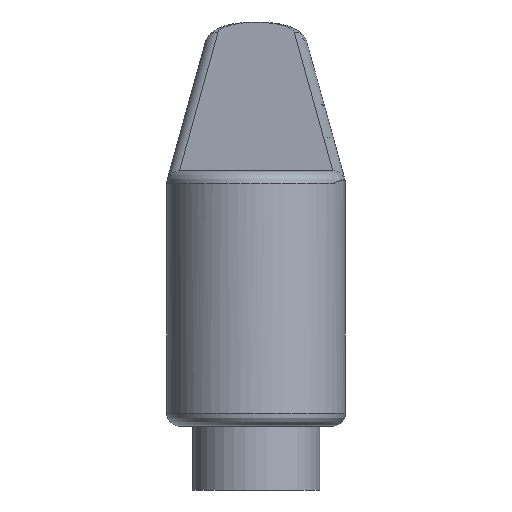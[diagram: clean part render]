
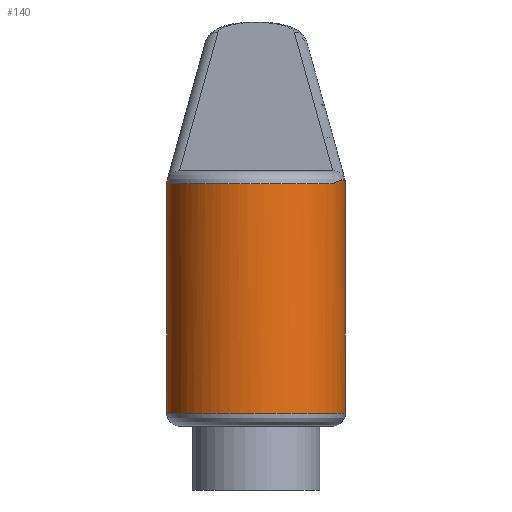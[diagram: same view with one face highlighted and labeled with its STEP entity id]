
A CAD part, front view. The second image highlights one B-rep face of the part: STEP entity #140.
In plain terms, the highlighted cylindrical face has radius 7 mm (diameter 14 mm), a partial arc.
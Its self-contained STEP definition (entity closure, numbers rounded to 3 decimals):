
#18 = CARTESIAN_POINT ( 'NONE',  ( 6.368, -2.918, 24.166 ) ) ;
#28 = CARTESIAN_POINT ( 'NONE',  ( 6.746, -1.89, 24.265 ) ) ;
#36 = VERTEX_POINT ( 'NONE', #1576 ) ;
#65 = CARTESIAN_POINT ( 'NONE',  ( -7., 0., 25. ) ) ;
#83 = AXIS2_PLACEMENT_3D ( 'NONE', #1159, #1436, #851 ) ;
#102 = CARTESIAN_POINT ( 'NONE',  ( 6.247, -3.158, 24.098 ) ) ;
#114 = VECTOR ( 'NONE', #1399, 1000. ) ;
#115 = CARTESIAN_POINT ( 'NONE',  ( -7., -0.916, 6. ) ) ;
#121 = CARTESIAN_POINT ( 'NONE',  ( 7., 0., 6. ) ) ;
#130 = CARTESIAN_POINT ( 'NONE',  ( 6.062, -3.5, 24. ) ) ;
#140 = ADVANCED_FACE ( 'NONE', ( #1861 ), #858, .T. ) ;
#171 = VECTOR ( 'NONE', #267, 1000. ) ;
#198 = LINE ( 'NONE', #65, #1802 ) ;
#200 = CARTESIAN_POINT ( 'NONE',  ( -0.304, -7.035, 24. ) ) ;
#231 = CARTESIAN_POINT ( 'NONE',  ( -6.018, -3.656, 24. ) ) ;
#241 = CARTESIAN_POINT ( 'NONE',  ( -1.074, -6.959, 24. ) ) ;
#250 = EDGE_CURVE ( 'NONE', #1319, #435, #802, .T. ) ;
#267 = DIRECTION ( 'NONE',  ( 0., 0., -1. ) ) ;
#304 = EDGE_CURVE ( 'NONE', #694, #527, #590, .T. ) ;
#308 = CARTESIAN_POINT ( 'NONE',  ( 7., 0., 25. ) ) ;
#332 = EDGE_LOOP ( 'NONE', ( #918, #1019, #1690, #1533, #1142, #729, #791, #692 ) ) ;
#383 = VERTEX_POINT ( 'NONE', #1665 ) ;
#389 = CARTESIAN_POINT ( 'NONE',  ( 1.973, -6.759, 24. ) ) ;
#393 = VERTEX_POINT ( 'NONE', #1509 ) ;
#435 = VERTEX_POINT ( 'NONE', #121 ) ;
#456 = LINE ( 'NONE', #1507, #1153 ) ;
#469 =( BOUNDED_CURVE ( )  B_SPLINE_CURVE ( 3, ( #102, #1747, #881, #130 ),
 .UNSPECIFIED., .F., .F. ) 
 B_SPLINE_CURVE_WITH_KNOTS ( ( 4, 4 ),
 ( 5.18, 5.236 ),
 .UNSPECIFIED. ) 
 CURVE ( )  GEOMETRIC_REPRESENTATION_ITEM ( )  RATIONAL_B_SPLINE_CURVE ( ( 1., 1., 1., 1. ) ) 
 REPRESENTATION_ITEM ( '' )  );
#502 = CARTESIAN_POINT ( 'NONE',  ( -7., 0., 6. ) ) ;
#504 = CARTESIAN_POINT ( 'NONE',  ( 4.041, -5.766, 24. ) ) ;
#507 = EDGE_CURVE ( 'NONE', #1789, #36, #456, .T. ) ;
#527 = VERTEX_POINT ( 'NONE', #603 ) ;
#553 = CARTESIAN_POINT ( 'NONE',  ( -5.598, -4.302, 6. ) ) ;
#590 = LINE ( 'NONE', #1913, #171 ) ;
#603 = CARTESIAN_POINT ( 'NONE',  ( 7., 0., 16. ) ) ;
#657 = CARTESIAN_POINT ( 'NONE',  ( 3.384, -6.175, 24. ) ) ;
#665 = DIRECTION ( 'NONE',  ( 0., 0., -1. ) ) ;
#692 = ORIENTED_EDGE ( 'NONE', *, *, #250, .T. ) ;
#694 = VERTEX_POINT ( 'NONE', #1888 ) ;
#700 = CARTESIAN_POINT ( 'NONE',  ( -1.832, -6.818, 6. ) ) ;
#718 = CARTESIAN_POINT ( 'NONE',  ( 6.117, -3.525, 6. ) ) ;
#729 = ORIENTED_EDGE ( 'NONE', *, *, #507, .T. ) ;
#730 = CARTESIAN_POINT ( 'NONE',  ( -7., 0., 24. ) ) ;
#734 = CARTESIAN_POINT ( 'NONE',  ( 0.916, -7., 6. ) ) ;
#756 = CARTESIAN_POINT ( 'NONE',  ( 6.665, -2.156, 24.257 ) ) ;
#769 = DIRECTION ( 'NONE',  ( 0., 0., -1. ) ) ;
#791 = ORIENTED_EDGE ( 'NONE', *, *, #1265, .T. ) ;
#802 = B_SPLINE_CURVE_WITH_KNOTS ( 'NONE', 3,
 ( #1761, #115, #1636, #1627, #553, #842, #1473, #700, #1001, #734, #1462, #879, #1008, #1892, #718, #1602, #1147, #1902 ),
 .UNSPECIFIED., .F., .F.,
 ( 4, 2, 2, 2, 2, 2, 2, 2, 4 ),
 ( 0.5, 0.563, 0.625, 0.688, 0.75, 0.813, 0.875, 0.938, 1. ),
 .UNSPECIFIED. ) ;
#811 = CARTESIAN_POINT ( 'NONE',  ( -4.524, -5.396, 24. ) ) ;
#842 = CARTESIAN_POINT ( 'NONE',  ( -4.302, -5.598, 6. ) ) ;
#851 = DIRECTION ( 'NONE',  ( -1., 0., 0. ) ) ;
#858 = CYLINDRICAL_SURFACE ( 'NONE', #83, 7. ) ;
#879 = CARTESIAN_POINT ( 'NONE',  ( 3.525, -6.117, 6. ) ) ;
#881 = CARTESIAN_POINT ( 'NONE',  ( 6.127, -3.388, 24.032 ) ) ;
#918 = ORIENTED_EDGE ( 'NONE', *, *, #1069, .F. ) ;
#1001 = CARTESIAN_POINT ( 'NONE',  ( -0.916, -7., 6. ) ) ;
#1008 = CARTESIAN_POINT ( 'NONE',  ( 4.302, -5.598, 6. ) ) ;
#1019 = ORIENTED_EDGE ( 'NONE', *, *, #304, .F. ) ;
#1057 = LINE ( 'NONE', #308, #114 ) ;
#1069 = EDGE_CURVE ( 'NONE', #527, #435, #1057, .T. ) ;
#1100 = CARTESIAN_POINT ( 'NONE',  ( -5.089, -4.867, 24. ) ) ;
#1117 = CARTESIAN_POINT ( 'NONE',  ( 5.68, -4.161, 24. ) ) ;
#1142 = ORIENTED_EDGE ( 'NONE', *, *, #1184, .T. ) ;
#1147 = CARTESIAN_POINT ( 'NONE',  ( 7., -0.916, 6. ) ) ;
#1153 = VECTOR ( 'NONE', #769, 1000. ) ;
#1159 = CARTESIAN_POINT ( 'NONE',  ( 0., 0., 25. ) ) ;
#1173 = B_SPLINE_CURVE_WITH_KNOTS ( 'NONE', 3,
 ( #1840, #1117, #1554, #504, #657, #389, #1269, #200, #241, #1575, #1250, #811, #1100, #231, #1871, #1428, #1408, #1850 ),
 .UNSPECIFIED., .F., .F.,
 ( 4, 2, 2, 2, 2, 2, 2, 2, 4 ),
 ( 0., 0.125, 0.25, 0.375, 0.5, 0.625, 0.75, 0.875, 1. ),
 .UNSPECIFIED. ) ;
#1184 = EDGE_CURVE ( 'NONE', #393, #1789, #1173, .T. ) ;
#1224 = CARTESIAN_POINT ( 'NONE',  ( 6.936, -1.09, 24.257 ) ) ;
#1250 = CARTESIAN_POINT ( 'NONE',  ( -3.254, -6.245, 24. ) ) ;
#1265 = EDGE_CURVE ( 'NONE', #36, #1319, #198, .T. ) ;
#1269 = CARTESIAN_POINT ( 'NONE',  ( 1.22, -6.935, 24. ) ) ;
#1319 = VERTEX_POINT ( 'NONE', #502 ) ;
#1399 = DIRECTION ( 'NONE',  ( 0., 0., -1. ) ) ;
#1408 = CARTESIAN_POINT ( 'NONE',  ( -7., -0.764, 24. ) ) ;
#1428 = CARTESIAN_POINT ( 'NONE',  ( -6.874, -1.527, 24. ) ) ;
#1436 = DIRECTION ( 'NONE',  ( 0., 0., -1. ) ) ;
#1438 = EDGE_CURVE ( 'NONE', #694, #383, #1851, .T. ) ;
#1462 = CARTESIAN_POINT ( 'NONE',  ( 1.832, -6.818, 6. ) ) ;
#1473 = CARTESIAN_POINT ( 'NONE',  ( -3.525, -6.117, 6. ) ) ;
#1504 = CARTESIAN_POINT ( 'NONE',  ( 7., 0., 24.154 ) ) ;
#1507 = CARTESIAN_POINT ( 'NONE',  ( -7., 0., 25. ) ) ;
#1509 = CARTESIAN_POINT ( 'NONE',  ( 6.062, -3.5, 24. ) ) ;
#1512 = CARTESIAN_POINT ( 'NONE',  ( 7., -0.549, 24.21 ) ) ;
#1533 = ORIENTED_EDGE ( 'NONE', *, *, #1552, .T. ) ;
#1552 = EDGE_CURVE ( 'NONE', #383, #393, #469, .T. ) ;
#1554 = CARTESIAN_POINT ( 'NONE',  ( 5.19, -4.759, 24. ) ) ;
#1575 = CARTESIAN_POINT ( 'NONE',  ( -2.549, -6.564, 24. ) ) ;
#1576 = CARTESIAN_POINT ( 'NONE',  ( -7., 0., 16. ) ) ;
#1602 = CARTESIAN_POINT ( 'NONE',  ( 6.818, -1.832, 6. ) ) ;
#1627 = CARTESIAN_POINT ( 'NONE',  ( -6.117, -3.525, 6. ) ) ;
#1636 = CARTESIAN_POINT ( 'NONE',  ( -6.818, -1.832, 6. ) ) ;
#1665 = CARTESIAN_POINT ( 'NONE',  ( 6.247, -3.158, 24.098 ) ) ;
#1669 = CARTESIAN_POINT ( 'NONE',  ( 6.477, -2.669, 24.208 ) ) ;
#1690 = ORIENTED_EDGE ( 'NONE', *, *, #1438, .T. ) ;
#1691 = CARTESIAN_POINT ( 'NONE',  ( 6.247, -3.158, 24.098 ) ) ;
#1747 = CARTESIAN_POINT ( 'NONE',  ( 6.189, -3.274, 24.065 ) ) ;
#1761 = CARTESIAN_POINT ( 'NONE',  ( -7., 0., 6. ) ) ;
#1789 = VERTEX_POINT ( 'NONE', #730 ) ;
#1802 = VECTOR ( 'NONE', #665, 1000. ) ;
#1840 = CARTESIAN_POINT ( 'NONE',  ( 6.062, -3.5, 24. ) ) ;
#1850 = CARTESIAN_POINT ( 'NONE',  ( -7., 0., 24. ) ) ;
#1851 = B_SPLINE_CURVE_WITH_KNOTS ( 'NONE', 3,
 ( #1504, #1512, #1224, #28, #756, #1669, #18, #1691 ),
 .UNSPECIFIED., .F., .F.,
 ( 4, 2, 2, 4 ),
 ( 0., 0.002, 0.002, 0.003 ),
 .UNSPECIFIED. ) ;
#1861 = FACE_OUTER_BOUND ( 'NONE', #332, .T. ) ;
#1871 = CARTESIAN_POINT ( 'NONE',  ( -6.383, -2.973, 24. ) ) ;
#1888 = CARTESIAN_POINT ( 'NONE',  ( 7., 0., 24.154 ) ) ;
#1892 = CARTESIAN_POINT ( 'NONE',  ( 5.598, -4.302, 6. ) ) ;
#1902 = CARTESIAN_POINT ( 'NONE',  ( 7., 0., 6. ) ) ;
#1913 = CARTESIAN_POINT ( 'NONE',  ( 7., 0., 37. ) ) ;
